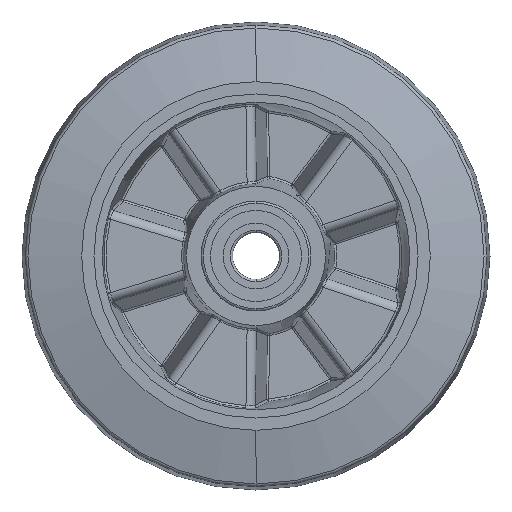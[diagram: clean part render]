
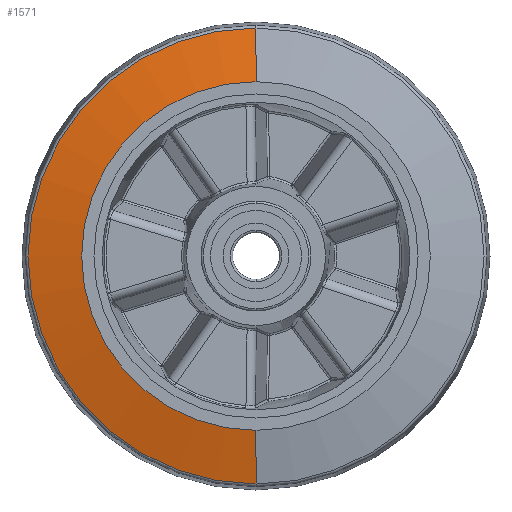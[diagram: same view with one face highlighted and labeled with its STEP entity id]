
A CAD part, left-side view. The second image highlights one B-rep face of the part: STEP entity #1571.
In plain terms, the highlighted conical face has half-angle 77.093 degrees and reference radius 98.5 mm.
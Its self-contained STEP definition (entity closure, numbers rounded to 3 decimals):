
#1331 = DIRECTION ( 'NONE',  ( 0., 0., 1. ) ) ;
#1544 = CARTESIAN_POINT ( 'NONE',  ( 13.5, 0., 98.5 ) ) ;
#1571 = ADVANCED_FACE ( 'NONE', ( #15832 ), #6398, .T. ) ;
#1625 = VERTEX_POINT ( 'NONE', #11550 ) ;
#2333 = CARTESIAN_POINT ( 'NONE',  ( 13.257, 0., -97.44 ) ) ;
#3202 = DIRECTION ( 'NONE',  ( -1., 0., 0. ) ) ;
#3674 = VECTOR ( 'NONE', #10686, 1000. ) ;
#4086 = EDGE_CURVE ( 'NONE', #1625, #16167, #10316, .T. ) ;
#4307 = CARTESIAN_POINT ( 'NONE',  ( 13.5, 0., 0. ) ) ;
#4641 = CARTESIAN_POINT ( 'NONE',  ( 13.5, 0., -98.5 ) ) ;
#5061 = VECTOR ( 'NONE', #15135, 1000. ) ;
#5286 = DIRECTION ( 'NONE',  ( 0., 0., -1. ) ) ;
#5865 = EDGE_CURVE ( 'NONE', #1625, #10268, #18431, .T. ) ;
#6224 = ORIENTED_EDGE ( 'NONE', *, *, #5865, .F. ) ;
#6398 = CONICAL_SURFACE ( 'NONE', #12882, 98.5, 1.346 ) ;
#7072 = ORIENTED_EDGE ( 'NONE', *, *, #4086, .T. ) ;
#7979 = AXIS2_PLACEMENT_3D ( 'NONE', #19505, #10481, #1331 ) ;
#8051 = EDGE_LOOP ( 'NONE', ( #6224, #7072, #13578, #8630 ) ) ;
#8083 = EDGE_CURVE ( 'NONE', #10268, #11406, #16611, .T. ) ;
#8287 = DIRECTION ( 'NONE',  ( 1., 0., 0. ) ) ;
#8630 = ORIENTED_EDGE ( 'NONE', *, *, #8083, .F. ) ;
#10050 = CARTESIAN_POINT ( 'NONE',  ( 13.257, 0., 97.44 ) ) ;
#10268 = VERTEX_POINT ( 'NONE', #14405 ) ;
#10316 = LINE ( 'NONE', #1544, #3674 ) ;
#10481 = DIRECTION ( 'NONE',  ( -1., 0., 0. ) ) ;
#10686 = DIRECTION ( 'NONE',  ( 0.223, 0., 0.975 ) ) ;
#11406 = VERTEX_POINT ( 'NONE', #2333 ) ;
#11550 = CARTESIAN_POINT ( 'NONE',  ( 8., 0., 74.5 ) ) ;
#12301 = CARTESIAN_POINT ( 'NONE',  ( 8., 0., 0. ) ) ;
#12882 = AXIS2_PLACEMENT_3D ( 'NONE', #4307, #8287, #5286 ) ;
#13362 = EDGE_CURVE ( 'NONE', #16167, #11406, #16335, .T. ) ;
#13578 = ORIENTED_EDGE ( 'NONE', *, *, #13362, .T. ) ;
#13825 = DIRECTION ( 'NONE',  ( 0., 0., 1. ) ) ;
#14405 = CARTESIAN_POINT ( 'NONE',  ( 8., 0., -74.5 ) ) ;
#15135 = DIRECTION ( 'NONE',  ( 0.223, 0., -0.975 ) ) ;
#15832 = FACE_OUTER_BOUND ( 'NONE', #8051, .T. ) ;
#16000 = AXIS2_PLACEMENT_3D ( 'NONE', #12301, #3202, #13825 ) ;
#16167 = VERTEX_POINT ( 'NONE', #10050 ) ;
#16335 = CIRCLE ( 'NONE', #7979, 97.44 ) ;
#16611 = LINE ( 'NONE', #4641, #5061 ) ;
#18431 = CIRCLE ( 'NONE', #16000, 74.5 ) ;
#19505 = CARTESIAN_POINT ( 'NONE',  ( 13.257, 0., 0. ) ) ;
